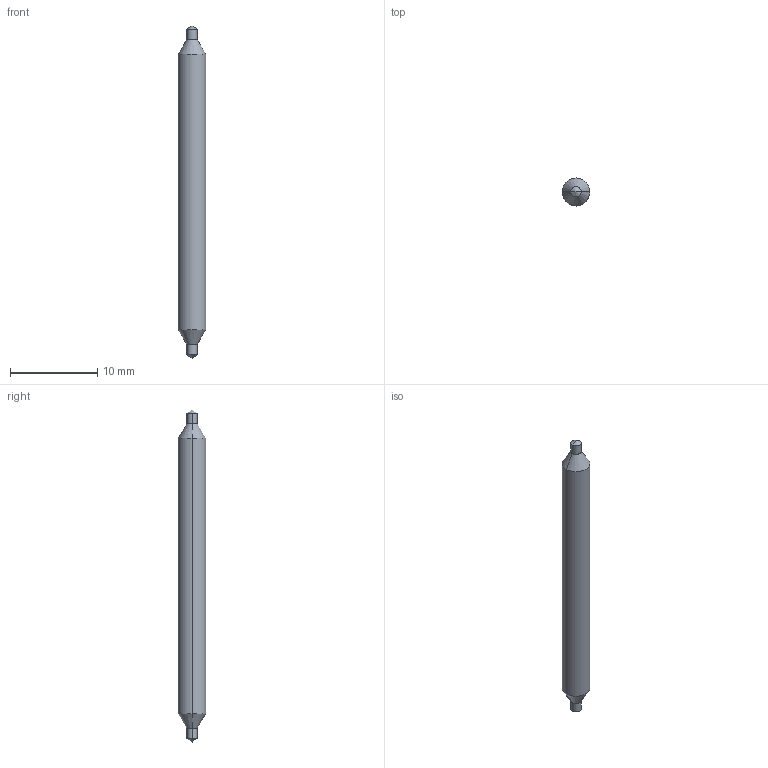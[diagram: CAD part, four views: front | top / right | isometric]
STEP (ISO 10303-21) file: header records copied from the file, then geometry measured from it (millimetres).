
FILE_DESCRIPTION (( 'STEP AP214' ), '1' );
FILE_NAME ('Micro_DC-1.STEP', '2021-08-31T17:22:19', ( '' ), ( '' ), 'SwSTEP 2.0', 'SolidWorks 2020', '' );
FILE_SCHEMA (( 'AUTOMOTIVE_DESIGN' ));
Length unit declared in the file: inch
Products named in the file (1): Micro_DC-1
Bounding box: 3.17 x 3.17 x 38.1 mm (x, y, z)
Volume: 266.5 mm3; surface area: 353.6 mm2
Topology: 1 solids, 1 shells, 14 faces, 30 edges, 14 vertices
Faces by surface type: cone 8, cylinder 6
Entity records: 382 total; most frequent: DIRECTION 68, CARTESIAN_POINT 55, ORIENTED_EDGE 52, AXIS2_PLACEMENT_3D 27, EDGE_CURVE 26, LINE 14, VERTEX_POINT 14, FACE_OUTER_BOUND 14
